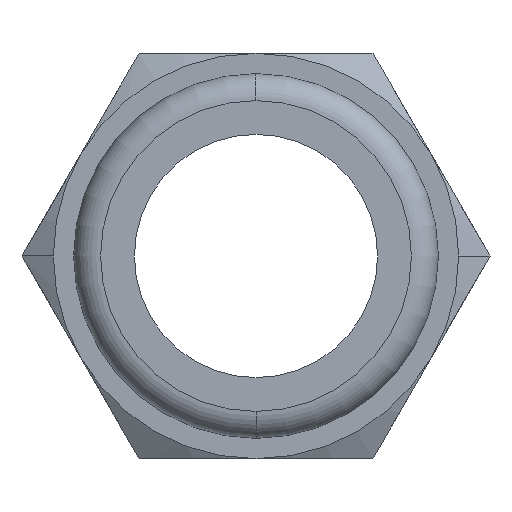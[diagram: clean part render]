
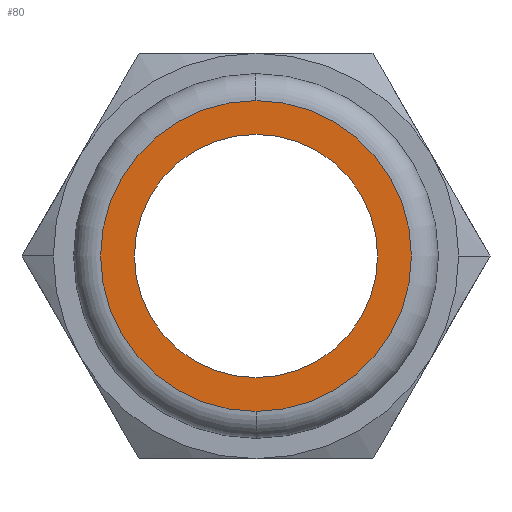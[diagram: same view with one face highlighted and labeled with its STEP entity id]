
A CAD part, front view. The second image highlights one B-rep face of the part: STEP entity #80.
In plain terms, the highlighted planar face has unit normal (0, -1, 0).
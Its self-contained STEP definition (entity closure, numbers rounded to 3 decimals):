
#80=ADVANCED_FACE('',(#189,#190),#191,.T.);
#189=FACE_BOUND('',#328,.T.);
#190=FACE_OUTER_BOUND('',#329,.T.);
#191=PLANE('',#330);
#328=EDGE_LOOP('',(#505,#506));
#329=EDGE_LOOP('',(#507,#508,#509));
#330=AXIS2_PLACEMENT_3D('',#510,#511,#512);
#505=ORIENTED_EDGE('',*,*,#833,.T.);
#506=ORIENTED_EDGE('',*,*,#834,.T.);
#507=ORIENTED_EDGE('',*,*,#823,.F.);
#508=ORIENTED_EDGE('',*,*,#822,.F.);
#509=ORIENTED_EDGE('',*,*,#835,.F.);
#510=CARTESIAN_POINT('',(2.875,0.0,0.0));
#511=DIRECTION('',(-0.0,-1.0,-0.0));
#512=DIRECTION('',(-1.0,0.0,0.0));
#822=EDGE_CURVE('',#978,#981,#982,.T.);
#823=EDGE_CURVE('',#981,#983,#984,.T.);
#833=EDGE_CURVE('',#1000,#1001,#1002,.T.);
#834=EDGE_CURVE('',#1001,#1000,#1003,.T.);
#835=EDGE_CURVE('',#983,#978,#1004,.T.);
#978=VERTEX_POINT('',#1219);
#981=VERTEX_POINT('',#1222);
#982=CIRCLE('',#1223,5.75);
#983=VERTEX_POINT('',#1224);
#984=CIRCLE('',#1225,5.75);
#1000=VERTEX_POINT('',#1243);
#1001=VERTEX_POINT('',#1244);
#1002=CIRCLE('',#1245,4.5);
#1003=CIRCLE('',#1246,4.5);
#1004=CIRCLE('',#1247,5.75);
#1219=CARTESIAN_POINT('',(0.,0.0,5.75));
#1222=CARTESIAN_POINT('',(5.75,0.0,0.0));
#1223=AXIS2_PLACEMENT_3D('',#1517,#1518,#1519);
#1224=CARTESIAN_POINT('',(0.,0.0,-5.75));
#1225=AXIS2_PLACEMENT_3D('',#1520,#1521,#1522);
#1243=CARTESIAN_POINT('',(-4.5,0.0,0.));
#1244=CARTESIAN_POINT('',(4.5,0.0,0.));
#1245=AXIS2_PLACEMENT_3D('',#1540,#1541,#1542);
#1246=AXIS2_PLACEMENT_3D('',#1543,#1544,#1545);
#1247=AXIS2_PLACEMENT_3D('',#1546,#1547,#1548);
#1517=CARTESIAN_POINT('',(0.0,0.0,0.0));
#1518=DIRECTION('',(-0.0,1.0,0.0));
#1519=DIRECTION('',(1.0,0.0,0.0));
#1520=CARTESIAN_POINT('',(0.0,0.0,0.0));
#1521=DIRECTION('',(-0.0,1.0,0.0));
#1522=DIRECTION('',(1.0,0.0,0.0));
#1540=CARTESIAN_POINT('',(0.0,0.0,0.0));
#1541=DIRECTION('',(-0.0,1.0,0.0));
#1542=DIRECTION('',(1.0,0.0,0.0));
#1543=CARTESIAN_POINT('',(0.0,0.0,0.0));
#1544=DIRECTION('',(-0.0,1.0,0.0));
#1545=DIRECTION('',(1.0,0.0,0.0));
#1546=CARTESIAN_POINT('',(0.0,0.0,0.0));
#1547=DIRECTION('',(-0.0,1.0,0.0));
#1548=DIRECTION('',(1.0,0.0,0.0));
